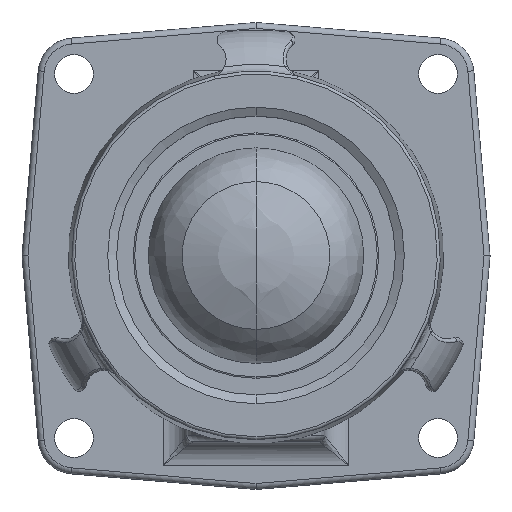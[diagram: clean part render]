
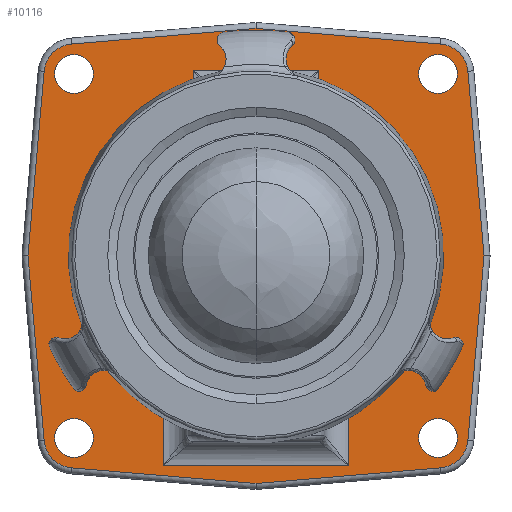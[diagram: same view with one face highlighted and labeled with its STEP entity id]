
A CAD part, top view. The second image highlights one B-rep face of the part: STEP entity #10116.
In plain terms, the highlighted planar face has unit normal (0, 0, 1).
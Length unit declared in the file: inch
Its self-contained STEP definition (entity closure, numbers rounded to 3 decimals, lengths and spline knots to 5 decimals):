
#1=DIRECTION('',(-0.087,-0.996,0.));
#2=VECTOR('',#1,1.93499);
#3=CARTESIAN_POINT('',(-2.21216,1.92763,0.625));
#4=LINE('',#3,#2);
#5=CARTESIAN_POINT('',(-1.90035,1.90035,0.625));
#6=DIRECTION('',(0.,0.,1.));
#7=DIRECTION('',(-0.084,0.996,0.));
#8=AXIS2_PLACEMENT_3D('',#5,#6,#7);
#10=DIRECTION('',(-0.996,-0.084,0.));
#11=VECTOR('',#10,1.93363);
#12=CARTESIAN_POINT('',(0.,2.37528,0.625));
#13=LINE('',#12,#11);
#14=DIRECTION('',(-0.996,0.084,0.));
#15=VECTOR('',#14,1.93363);
#16=CARTESIAN_POINT('',(1.92674,2.21223,0.625));
#17=LINE('',#16,#15);
#18=CARTESIAN_POINT('',(1.90035,1.90035,0.625));
#19=DIRECTION('',(0.,0.,1.));
#20=DIRECTION('',(0.996,0.087,0.));
#21=AXIS2_PLACEMENT_3D('',#18,#19,#20);
#23=DIRECTION('',(-0.087,0.996,0.));
#24=VECTOR('',#23,1.93499);
#25=CARTESIAN_POINT('',(2.3808,0.,0.625));
#26=LINE('',#25,#24);
#27=DIRECTION('',(0.087,0.996,0.));
#28=VECTOR('',#27,1.93499);
#29=CARTESIAN_POINT('',(2.21216,-1.92763,0.625));
#30=LINE('',#29,#28);
#31=CARTESIAN_POINT('',(1.90035,-1.90035,0.625));
#32=DIRECTION('',(0.,0.,1.));
#33=DIRECTION('',(0.084,-0.996,0.));
#34=AXIS2_PLACEMENT_3D('',#31,#32,#33);
#36=DIRECTION('',(0.996,0.084,0.));
#37=VECTOR('',#36,1.93363);
#38=CARTESIAN_POINT('',(0.,-2.37528,0.625));
#39=LINE('',#38,#37);
#40=DIRECTION('',(0.996,-0.084,0.));
#41=VECTOR('',#40,1.93363);
#42=CARTESIAN_POINT('',(-1.92674,-2.21223,0.625));
#43=LINE('',#42,#41);
#44=CARTESIAN_POINT('',(-1.90035,-1.90035,0.625));
#45=DIRECTION('',(0.,0.,1.));
#46=DIRECTION('',(-0.996,-0.087,0.));
#47=AXIS2_PLACEMENT_3D('',#44,#45,#46);
#49=DIRECTION('',(0.087,-0.996,0.));
#50=VECTOR('',#49,1.93499);
#51=CARTESIAN_POINT('',(-2.3808,0.,0.625));
#52=LINE('',#51,#50);
#53=DIRECTION('',(-1.,0.,0.));
#54=VECTOR('',#53,1.3125);
#55=CARTESIAN_POINT('',(0.65625,1.9375,0.625));
#56=LINE('',#55,#54);
#57=DIRECTION('',(0.,-1.,0.));
#58=VECTOR('',#57,0.38283);
#59=CARTESIAN_POINT('',(-0.65625,1.9375,0.625));
#60=LINE('',#59,#58);
#61=CARTESIAN_POINT('',(0.,0.,0.625));
#62=DIRECTION('',(0.,0.,-1.));
#63=DIRECTION('',(-0.574,-0.819,0.));
#64=AXIS2_PLACEMENT_3D('',#61,#62,#63);
#66=DIRECTION('',(0.,-1.,0.));
#67=VECTOR('',#66,0.80577);
#68=CARTESIAN_POINT('',(-0.96875,-1.38173,0.625));
#69=LINE('',#68,#67);
#70=DIRECTION('',(1.,0.,0.));
#71=VECTOR('',#70,1.9375);
#72=CARTESIAN_POINT('',(-0.96875,-2.1875,0.625));
#73=LINE('',#72,#71);
#74=DIRECTION('',(0.,1.,0.));
#75=VECTOR('',#74,0.80577);
#76=CARTESIAN_POINT('',(0.96875,-2.1875,0.625));
#77=LINE('',#76,#75);
#78=CARTESIAN_POINT('',(0.,0.,0.625));
#79=DIRECTION('',(0.,0.,-1.));
#80=DIRECTION('',(0.389,0.921,0.));
#81=AXIS2_PLACEMENT_3D('',#78,#79,#80);
#83=DIRECTION('',(0.,1.,0.));
#84=VECTOR('',#83,0.38283);
#85=CARTESIAN_POINT('',(0.65625,1.55467,0.625));
#86=LINE('',#85,#84);
#87=CARTESIAN_POINT('',(-1.90035,1.90035,0.625));
#88=DIRECTION('',(0.,0.,1.));
#89=DIRECTION('',(1.,0.,0.));
#90=AXIS2_PLACEMENT_3D('',#87,#88,#89);
#92=CARTESIAN_POINT('',(-1.90035,1.90035,0.625));
#93=DIRECTION('',(0.,0.,1.));
#94=DIRECTION('',(-1.,0.,0.));
#95=AXIS2_PLACEMENT_3D('',#92,#93,#94);
#97=CARTESIAN_POINT('',(1.90035,1.90035,0.625));
#98=DIRECTION('',(0.,0.,1.));
#99=DIRECTION('',(1.,0.,0.));
#100=AXIS2_PLACEMENT_3D('',#97,#98,#99);
#102=CARTESIAN_POINT('',(1.90035,1.90035,0.625));
#103=DIRECTION('',(0.,0.,1.));
#104=DIRECTION('',(-1.,0.,0.));
#105=AXIS2_PLACEMENT_3D('',#102,#103,#104);
#107=CARTESIAN_POINT('',(1.90035,-1.90035,0.625));
#108=DIRECTION('',(0.,0.,1.));
#109=DIRECTION('',(1.,0.,0.));
#110=AXIS2_PLACEMENT_3D('',#107,#108,#109);
#112=CARTESIAN_POINT('',(1.90035,-1.90035,0.625));
#113=DIRECTION('',(0.,0.,1.));
#114=DIRECTION('',(-1.,0.,0.));
#115=AXIS2_PLACEMENT_3D('',#112,#113,#114);
#117=CARTESIAN_POINT('',(-1.90035,-1.90035,0.625));
#118=DIRECTION('',(0.,0.,1.));
#119=DIRECTION('',(1.,0.,0.));
#120=AXIS2_PLACEMENT_3D('',#117,#118,#119);
#122=CARTESIAN_POINT('',(-1.90035,-1.90035,0.625));
#123=DIRECTION('',(0.,0.,1.));
#124=DIRECTION('',(-1.,0.,0.));
#125=AXIS2_PLACEMENT_3D('',#122,#123,#124);
#2304=CARTESIAN_POINT('',(0.96875,-2.1875,0.625));
#2550=CARTESIAN_POINT('',(-0.96875,-2.1875,0.625));
#2846=CARTESIAN_POINT('',(0.65625,1.9375,0.625));
#6481=CARTESIAN_POINT('',(-0.65625,1.9375,0.625));
#9468=CARTESIAN_POINT('',(-1.69735,1.90035,0.625));
#9469=CARTESIAN_POINT('',(-2.10335,1.90035,0.625));
#9470=VERTEX_POINT('',#9468);
#9471=VERTEX_POINT('',#9469);
#9472=CARTESIAN_POINT('',(2.10335,1.90035,0.625));
#9473=CARTESIAN_POINT('',(1.69735,1.90035,0.625));
#9474=VERTEX_POINT('',#9472);
#9475=VERTEX_POINT('',#9473);
#9476=CARTESIAN_POINT('',(2.10335,-1.90035,0.625));
#9477=CARTESIAN_POINT('',(1.69735,-1.90035,0.625));
#9478=VERTEX_POINT('',#9476);
#9479=VERTEX_POINT('',#9477);
#9480=CARTESIAN_POINT('',(-1.69735,-1.90035,0.625));
#9481=CARTESIAN_POINT('',(-2.10335,-1.90035,0.625));
#9482=VERTEX_POINT('',#9480);
#9483=VERTEX_POINT('',#9481);
#9574=VERTEX_POINT('',#2304);
#9588=VERTEX_POINT('',#2550);
#9593=CARTESIAN_POINT('',(0.65625,1.55467,0.625));
#9594=CARTESIAN_POINT('',(0.96875,-1.38173,0.625));
#9595=VERTEX_POINT('',#9593);
#9596=VERTEX_POINT('',#9594);
#9605=CARTESIAN_POINT('',(-0.96875,-1.38173,0.625));
#9606=CARTESIAN_POINT('',(-0.65625,1.55467,0.625));
#9607=VERTEX_POINT('',#9605);
#9608=VERTEX_POINT('',#9606);
#9652=VERTEX_POINT('',#2846);
#9672=VERTEX_POINT('',#6481);
#9721=CARTESIAN_POINT('',(-2.21216,1.92763,0.625));
#9722=CARTESIAN_POINT('',(-2.3808,0.,0.625));
#9723=VERTEX_POINT('',#9721);
#9724=VERTEX_POINT('',#9722);
#9725=CARTESIAN_POINT('',(-1.92674,2.21223,0.625));
#9726=VERTEX_POINT('',#9725);
#9729=CARTESIAN_POINT('',(0.,2.37528,0.625));
#9730=VERTEX_POINT('',#9729);
#9733=CARTESIAN_POINT('',(-2.21216,-1.92763,0.625));
#9734=VERTEX_POINT('',#9733);
#9737=CARTESIAN_POINT('',(-1.92674,-2.21223,0.625));
#9738=VERTEX_POINT('',#9737);
#9743=CARTESIAN_POINT('',(0.,-2.37528,0.625));
#9744=VERTEX_POINT('',#9743);
#9749=CARTESIAN_POINT('',(2.21216,-1.92763,0.625));
#9750=CARTESIAN_POINT('',(2.3808,0.,0.625));
#9751=VERTEX_POINT('',#9749);
#9752=VERTEX_POINT('',#9750);
#9753=CARTESIAN_POINT('',(1.92674,-2.21223,0.625));
#9754=VERTEX_POINT('',#9753);
#9759=CARTESIAN_POINT('',(1.92674,2.21223,0.625));
#9760=VERTEX_POINT('',#9759);
#9761=CARTESIAN_POINT('',(2.21216,1.92763,0.625));
#9762=VERTEX_POINT('',#9761);
#10043=CARTESIAN_POINT('',(0.,0.,0.625));
#10044=DIRECTION('',(0.,0.,1.));
#10045=DIRECTION('',(1.,0.,0.));
#10046=AXIS2_PLACEMENT_3D('',#10043,#10044,#10045);
#10047=PLANE('',#10046);
#10049=ORIENTED_EDGE('',*,*,#10048,.F.);
#10051=ORIENTED_EDGE('',*,*,#10050,.F.);
#10053=ORIENTED_EDGE('',*,*,#10052,.F.);
#10055=ORIENTED_EDGE('',*,*,#10054,.F.);
#10057=ORIENTED_EDGE('',*,*,#10056,.F.);
#10059=ORIENTED_EDGE('',*,*,#10058,.F.);
#10061=ORIENTED_EDGE('',*,*,#10060,.F.);
#10063=ORIENTED_EDGE('',*,*,#10062,.F.);
#10065=ORIENTED_EDGE('',*,*,#10064,.F.);
#10067=ORIENTED_EDGE('',*,*,#10066,.F.);
#10069=ORIENTED_EDGE('',*,*,#10068,.F.);
#10071=ORIENTED_EDGE('',*,*,#10070,.F.);
#10072=EDGE_LOOP('',(#10049,#10051,#10053,#10055,#10057,#10059,#10061,#10063,
#10065,#10067,#10069,#10071));
#10073=FACE_OUTER_BOUND('',#10072,.F.);
#10075=ORIENTED_EDGE('',*,*,#10074,.T.);
#10077=ORIENTED_EDGE('',*,*,#10076,.T.);
#10079=ORIENTED_EDGE('',*,*,#10078,.F.);
#10081=ORIENTED_EDGE('',*,*,#10080,.T.);
#10083=ORIENTED_EDGE('',*,*,#10082,.T.);
#10085=ORIENTED_EDGE('',*,*,#10084,.T.);
#10087=ORIENTED_EDGE('',*,*,#10086,.F.);
#10089=ORIENTED_EDGE('',*,*,#10088,.T.);
#10090=EDGE_LOOP('',(#10075,#10077,#10079,#10081,#10083,#10085,#10087,#10089));
#10091=FACE_BOUND('',#10090,.F.);
#10093=ORIENTED_EDGE('',*,*,#10092,.T.);
#10095=ORIENTED_EDGE('',*,*,#10094,.T.);
#10096=EDGE_LOOP('',(#10093,#10095));
#10097=FACE_BOUND('',#10096,.F.);
#10099=ORIENTED_EDGE('',*,*,#10098,.T.);
#10101=ORIENTED_EDGE('',*,*,#10100,.T.);
#10102=EDGE_LOOP('',(#10099,#10101));
#10103=FACE_BOUND('',#10102,.F.);
#10105=ORIENTED_EDGE('',*,*,#10104,.T.);
#10107=ORIENTED_EDGE('',*,*,#10106,.T.);
#10108=EDGE_LOOP('',(#10105,#10107));
#10109=FACE_BOUND('',#10108,.F.);
#10111=ORIENTED_EDGE('',*,*,#10110,.T.);
#10113=ORIENTED_EDGE('',*,*,#10112,.T.);
#10114=EDGE_LOOP('',(#10111,#10113));
#10115=FACE_BOUND('',#10114,.F.);
#10116=ADVANCED_FACE('',(#10073,#10091,#10097,#10103,#10109,#10115),#10047,.T.);
#9=CIRCLE('',#8,0.313);
#22=CIRCLE('',#21,0.313);
#35=CIRCLE('',#34,0.313);
#48=CIRCLE('',#47,0.313);
#65=CIRCLE('',#64,1.6875);
#82=CIRCLE('',#81,1.6875);
#91=CIRCLE('',#90,0.203);
#96=CIRCLE('',#95,0.203);
#101=CIRCLE('',#100,0.203);
#106=CIRCLE('',#105,0.203);
#111=CIRCLE('',#110,0.203);
#116=CIRCLE('',#115,0.203);
#121=CIRCLE('',#120,0.203);
#126=CIRCLE('',#125,0.203);
#10048=EDGE_CURVE('',#9723,#9724,#4,.T.);
#10050=EDGE_CURVE('',#9726,#9723,#9,.T.);
#10052=EDGE_CURVE('',#9730,#9726,#13,.T.);
#10054=EDGE_CURVE('',#9760,#9730,#17,.T.);
#10056=EDGE_CURVE('',#9762,#9760,#22,.T.);
#10058=EDGE_CURVE('',#9752,#9762,#26,.T.);
#10060=EDGE_CURVE('',#9751,#9752,#30,.T.);
#10062=EDGE_CURVE('',#9754,#9751,#35,.T.);
#10064=EDGE_CURVE('',#9744,#9754,#39,.T.);
#10066=EDGE_CURVE('',#9738,#9744,#43,.T.);
#10068=EDGE_CURVE('',#9734,#9738,#48,.T.);
#10070=EDGE_CURVE('',#9724,#9734,#52,.T.);
#10074=EDGE_CURVE('',#9652,#9672,#56,.T.);
#10076=EDGE_CURVE('',#9672,#9608,#60,.T.);
#10078=EDGE_CURVE('',#9607,#9608,#65,.T.);
#10080=EDGE_CURVE('',#9607,#9588,#69,.T.);
#10082=EDGE_CURVE('',#9588,#9574,#73,.T.);
#10084=EDGE_CURVE('',#9574,#9596,#77,.T.);
#10086=EDGE_CURVE('',#9595,#9596,#82,.T.);
#10088=EDGE_CURVE('',#9595,#9652,#86,.T.);
#10092=EDGE_CURVE('',#9470,#9471,#91,.T.);
#10094=EDGE_CURVE('',#9471,#9470,#96,.T.);
#10098=EDGE_CURVE('',#9474,#9475,#101,.T.);
#10100=EDGE_CURVE('',#9475,#9474,#106,.T.);
#10104=EDGE_CURVE('',#9478,#9479,#111,.T.);
#10106=EDGE_CURVE('',#9479,#9478,#116,.T.);
#10110=EDGE_CURVE('',#9482,#9483,#121,.T.);
#10112=EDGE_CURVE('',#9483,#9482,#126,.T.);
